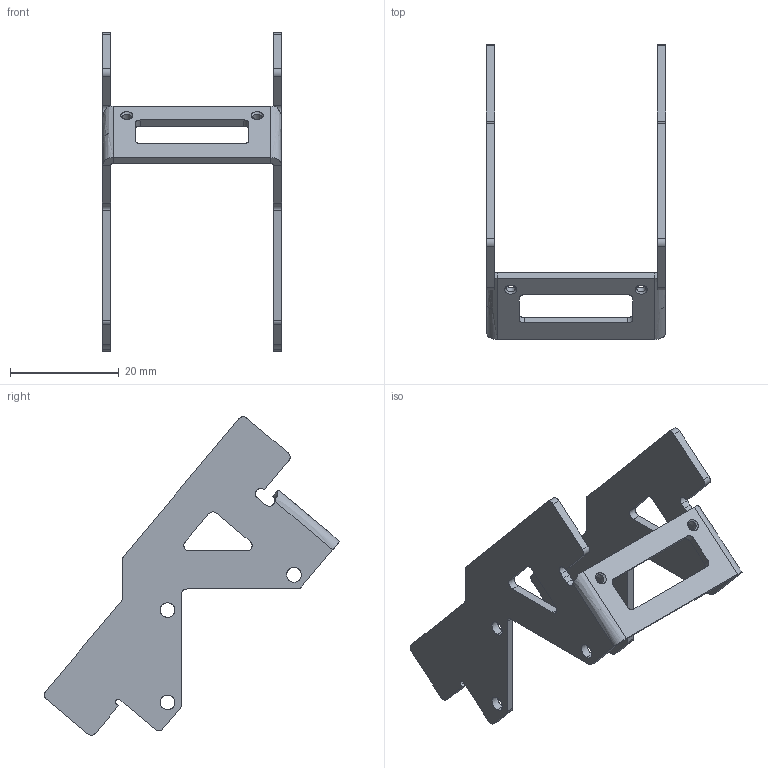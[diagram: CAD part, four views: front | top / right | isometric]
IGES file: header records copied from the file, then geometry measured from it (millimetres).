
Global section: file name: 1_PR13_B01_BRKT_CAM.igs; native system: NX V7.0; preprocessor: SIEMENS PLM Software NX 7.0; date: 20110525.180108; units: millimetre
Bounding box: 33 x 54.42 x 58.68 mm (x, y, z)
Surface area: 5881.7 mm2 (no closed solid volume)
Topology: 0 solids, 0 shells, 116 faces, 806 edges, 806 vertices
Faces by surface type: bspline 116
